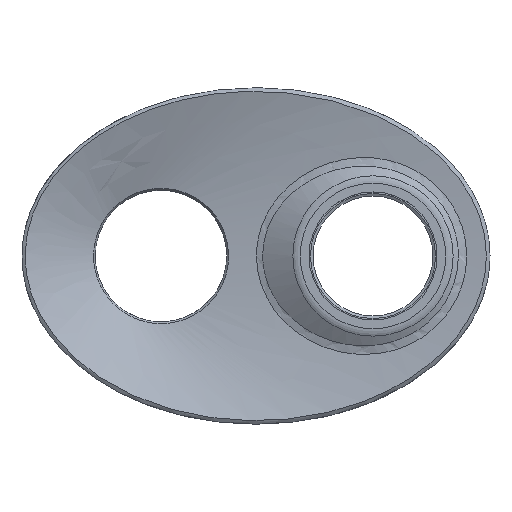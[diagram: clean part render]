
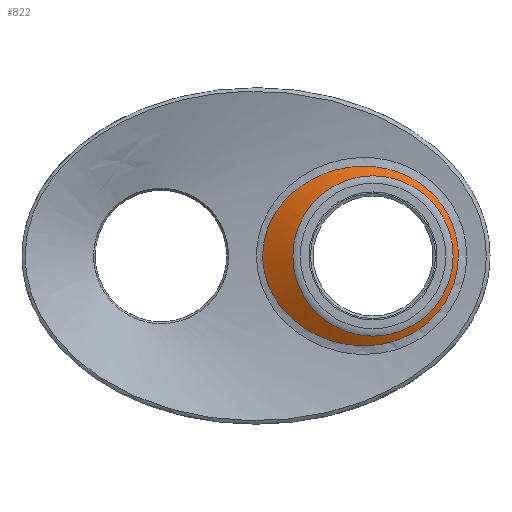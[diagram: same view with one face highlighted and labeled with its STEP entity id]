
A CAD part, top view. The second image highlights one B-rep face of the part: STEP entity #822.
In plain terms, the highlighted conical face has half-angle 60 degrees and reference radius 152.631 mm.
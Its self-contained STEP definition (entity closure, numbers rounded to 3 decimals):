
#108=CIRCLE('',#935,109.641);
#109=CIRCLE('',#936,109.641);
#131=CONICAL_SURFACE('',#934,152.631,1.047);
#178=FACE_OUTER_BOUND('',#245,.T.);
#245=EDGE_LOOP('',(#744,#745,#746,#747,#748,#749));
#271=B_SPLINE_CURVE_WITH_KNOTS('',3,(#2838,#2839,#2840,#2841,#2842,#2843, #2844,#2845,#2846,#2847,#2848,#2849,#2850,#2851,#2852,#2853,#2854,#2855, #2856,#2857,#2858,#2859),.UNSPECIFIED.,.F.,.F.,(4,1,1,1,1,1,1,2,1,1,1,1, 1,1,1,1,1,1,4),(44.232,48.595,52.959,57.322, 61.685,63.867,64.958,66.048,70.399, 72.574,74.749,79.099,83.449,87.8, 92.15,96.5,100.851,105.201,109.551), .UNSPECIFIED.);
#272=B_SPLINE_CURVE_WITH_KNOTS('',3,(#2860,#2861,#2862,#2863,#2864,#2865, #2866,#2867),.UNSPECIFIED.,.F.,.F.,(4,1,1,1,1,4),(109.551,113.888, 118.225,122.562,126.9,131.237), .UNSPECIFIED.);
#311=LINE('',#2873,#353);
#353=VECTOR('',#1159,152.631);
#424=VERTEX_POINT('',#2835);
#425=VERTEX_POINT('',#2837);
#426=VERTEX_POINT('',#2869);
#427=VERTEX_POINT('',#2870);
#532=EDGE_CURVE('',#424,#425,#271,.T.);
#533=EDGE_CURVE('',#425,#424,#272,.T.);
#534=EDGE_CURVE('',#426,#427,#108,.T.);
#535=EDGE_CURVE('',#427,#426,#109,.T.);
#536=EDGE_CURVE('',#427,#425,#311,.T.);
#744=ORIENTED_EDGE('',*,*,#534,.F.);
#745=ORIENTED_EDGE('',*,*,#535,.F.);
#746=ORIENTED_EDGE('',*,*,#536,.T.);
#747=ORIENTED_EDGE('',*,*,#532,.F.);
#748=ORIENTED_EDGE('',*,*,#533,.F.);
#749=ORIENTED_EDGE('',*,*,#536,.F.);
#822=ADVANCED_FACE('',(#178),#131,.T.);
#934=AXIS2_PLACEMENT_3D('',#2868,#1153,#1154);
#935=AXIS2_PLACEMENT_3D('',#2871,#1155,#1156);
#936=AXIS2_PLACEMENT_3D('',#2872,#1157,#1158);
#1153=DIRECTION('center_axis',(0.,0.,-1.));
#1154=DIRECTION('ref_axis',(-1.,0.,0.));
#1155=DIRECTION('center_axis',(0.,0.,1.));
#1156=DIRECTION('ref_axis',(1.,0.,0.));
#1157=DIRECTION('center_axis',(0.,0.,1.));
#1158=DIRECTION('ref_axis',(1.,0.,0.));
#1159=DIRECTION('',(0.866,0.,-0.5));
#2835=CARTESIAN_POINT('',(-14.185,-122.817,21.042));
#2837=CARTESIAN_POINT('',(116.729,0.,25.03));
#2838=CARTESIAN_POINT('Ctrl Pts',(-14.185,-122.817,21.042));
#2839=CARTESIAN_POINT('Ctrl Pts',(-27.63,-122.687,20.226));
#2840=CARTESIAN_POINT('Ctrl Pts',(-54.5,-118.653,18.239));
#2841=CARTESIAN_POINT('Ctrl Pts',(-91.829,-102.129,14.259));
#2842=CARTESIAN_POINT('Ctrl Pts',(-123.431,-75.958,9.836));
#2843=CARTESIAN_POINT('Ctrl Pts',(-141.776,-46.765,6.863));
#2844=CARTESIAN_POINT('Ctrl Pts',(-148.456,-23.735,5.778));
#2845=CARTESIAN_POINT('Ctrl Pts',(-150.392,-10.234,5.459));
#2846=CARTESIAN_POINT('Ctrl Pts',(-150.71,-3.409,5.409));
#2847=CARTESIAN_POINT('Ctrl Pts',(-150.728,13.601,5.404));
#2848=CARTESIAN_POINT('Ctrl Pts',(-146.786,33.979,6.054));
#2849=CARTESIAN_POINT('Ctrl Pts',(-134.538,58.296,8.034));
#2850=CARTESIAN_POINT('Ctrl Pts',(-118.34,80.117,10.549));
#2851=CARTESIAN_POINT('Ctrl Pts',(-92.14,101.936,14.218));
#2852=CARTESIAN_POINT('Ctrl Pts',(-54.963,118.5,18.197));
#2853=CARTESIAN_POINT('Ctrl Pts',(-14.809,124.688,21.182));
#2854=CARTESIAN_POINT('Ctrl Pts',(25.465,119.615,23.109));
#2855=CARTESIAN_POINT('Ctrl Pts',(62.505,102.983,24.189));
#2856=CARTESIAN_POINT('Ctrl Pts',(92.562,75.656,24.732));
#2857=CARTESIAN_POINT('Ctrl Pts',(112.185,40.067,24.981));
#2858=CARTESIAN_POINT('Ctrl Pts',(116.729,13.356,25.03));
#2859=CARTESIAN_POINT('Ctrl Pts',(116.729,0., 25.03));
#2860=CARTESIAN_POINT('Ctrl Pts',(116.729,0., 25.03));
#2861=CARTESIAN_POINT('Ctrl Pts',(116.729,-13.315,25.03));
#2862=CARTESIAN_POINT('Ctrl Pts',(112.212,-39.949,24.981));
#2863=CARTESIAN_POINT('Ctrl Pts',(92.704,-75.455,24.734));
#2864=CARTESIAN_POINT('Ctrl Pts',(62.806,-102.772,24.195));
#2865=CARTESIAN_POINT('Ctrl Pts',(25.933,-119.474,23.126));
#2866=CARTESIAN_POINT('Ctrl Pts',(-0.821,-122.947, 21.852));
#2867=CARTESIAN_POINT('Ctrl Pts',(-14.185,-122.817,21.042));
#2868=CARTESIAN_POINT('Origin',(0.,0.,4.3));
#2869=CARTESIAN_POINT('',(-109.641,0.,29.121));
#2870=CARTESIAN_POINT('',(109.641,0.,29.121));
#2871=CARTESIAN_POINT('Origin',(0.,0.,29.121));
#2872=CARTESIAN_POINT('Origin',(0.,0.,29.121));
#2873=CARTESIAN_POINT('',(152.631,0.,4.3));
